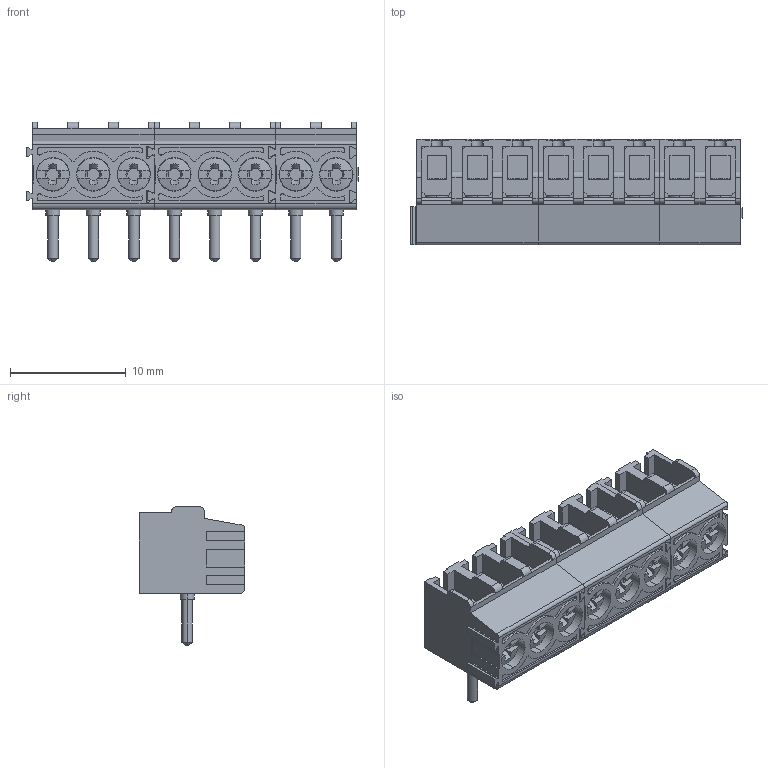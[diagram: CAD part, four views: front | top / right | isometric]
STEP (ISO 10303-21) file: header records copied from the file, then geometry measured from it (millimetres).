
FILE_DESCRIPTION(('Creo Elements/Direct Modeling STEP Export'),'2;1');
FILE_NAME('model.stp','2019-08-12T10:27:36',(''),(''),'Creo Elements/Direct Modeling STEP processor for AP214 (Solid Model)','Creo Elements/Direct Modeling 20.1A 29-Sep-2018 (C) Parametric Technology GmbH','');
FILE_SCHEMA(('AUTOMOTIVE_DESIGN { 1 0 10303 214 1 1 1 1 }'));
Length unit declared in the file: millimetre
Products named in the file (10): LP_PT_1_5_KLH_3_5; AC_PT_1_5_PVH_H0_Schraube; PT_1.5_3_3.50_V_GEH; Bohrloch; PT_1_5-2-3_50_V; LP_PT_1_5_KLH_3_5.2; PT_1_5-3-3_50_V.1; PT_1.5-8-3.50_V
Assembly tree (20 placements, depth 3):
  PT_1.5-8-3.50_V
    PT_1_5-3-3_50_V.1  x2
      Bohrloch
      LP_PT_1_5_KLH_3_5.2
      AC_PT_1_5_PVH_H0_Schraube
      PT_1.5_3_3.50_V_GEH
    PT_1_5-2-3_50_V
      Bohrloch  x2
      AC_PT_1_5_PVH_H0_Schraube  x2
      LP_PT_1_5_KLH_3_5  x2
      PT_1.5_3_3.50_V_GEH
Bounding box: 28.7 x 9.15 x 12.05 mm (x, y, z)
Volume: 1266.7 mm3; surface area: 3667.5 mm2
Topology: 27 solids, 27 shells, 1844 faces, 5149 edges, 3418 vertices
Faces by surface type: plane 1493, cylinder 272, cone 48, sphere 16, extrusion 15
Entity records: 42287 total; most frequent: CARTESIAN_POINT 6754, ORIENTED_EDGE 5880, DIRECTION 5152, EDGE_CURVE 2940, VECTOR 2552, LINE 2542, VERTEX_POINT 1956, AXIS2_PLACEMENT_3D 1300
